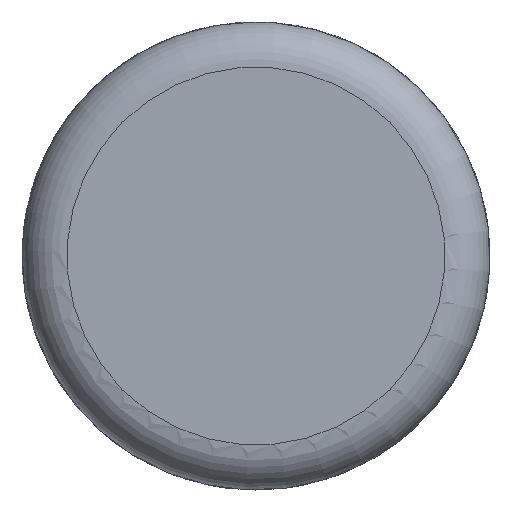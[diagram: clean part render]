
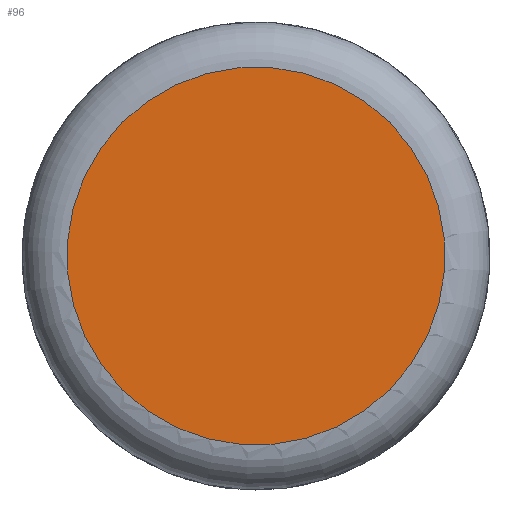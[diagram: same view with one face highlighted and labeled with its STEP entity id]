
A CAD part, front view. The second image highlights one B-rep face of the part: STEP entity #96.
In plain terms, the highlighted face is planar.
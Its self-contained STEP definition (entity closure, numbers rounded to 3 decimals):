
#38=FACE_OUTER_BOUND('',#45,.T.);
#45=EDGE_LOOP('',(#74));
#52=CIRCLE('',#131,2.1);
#59=VERTEX_POINT('',#193);
#65=EDGE_CURVE('',#59,#59,#52,.T.);
#74=ORIENTED_EDGE('',*,*,#65,.T.);
#92=PLANE('',#130);
#96=ADVANCED_FACE('',(#38),#92,.F.);
#130=AXIS2_PLACEMENT_3D('',#192,#152,#153);
#131=AXIS2_PLACEMENT_3D('',#194,#154,#155);
#152=DIRECTION('center_axis',(0.,0.,1.));
#153=DIRECTION('ref_axis',(0.,-1.,0.));
#154=DIRECTION('center_axis',(0.,0.,-1.));
#155=DIRECTION('ref_axis',(0.,-1.,0.));
#192=CARTESIAN_POINT('Origin',(0.,0.,0.));
#193=CARTESIAN_POINT('',(-0.176,2.093,0.));
#194=CARTESIAN_POINT('Origin',(0.,0.,0.));
